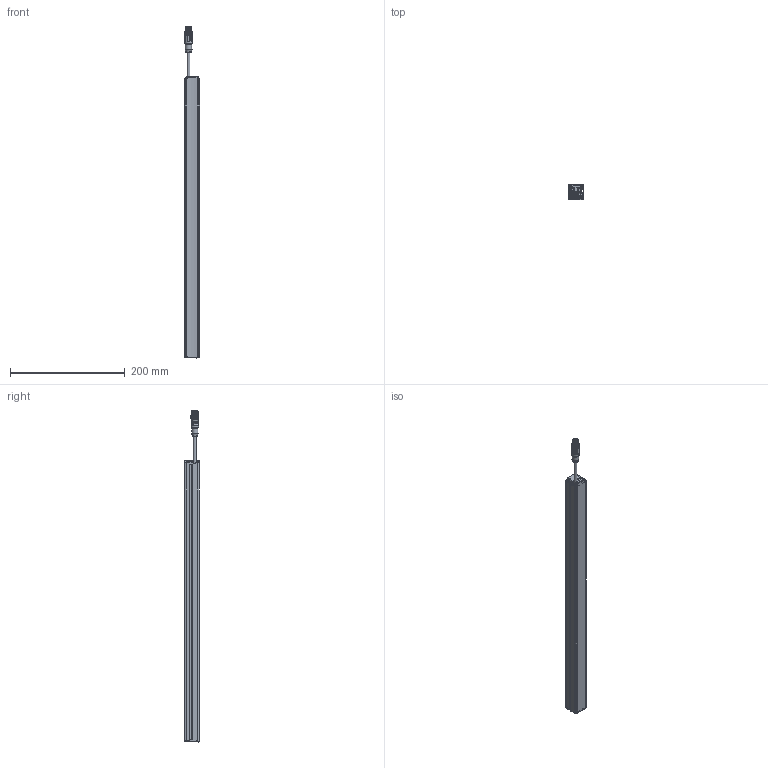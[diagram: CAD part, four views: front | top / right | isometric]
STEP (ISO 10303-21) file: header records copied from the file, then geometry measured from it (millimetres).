
FILE_DESCRIPTION (( 'STEP AP214' ), '1' );
FILE_NAME ('YBES-14K4-0490-P012_REV1.STEP', '2020-06-17T11:23:57', ( '' ), ( '' ), 'SwSTEP 2.0', 'SolidWorks 2019', '' );
FILE_SCHEMA (( 'AUTOMOTIVE_DESIGN' ));
Length unit declared in the file: inch
Products named in the file (1): YBES-14K4-0490-P012_REV1
Bounding box: 26.54 x 26 x 577.9 mm (x, y, z)
Volume: 118355 mm3; surface area: 128923.4 mm2
Topology: 2 solids, 3 shells, 1937 faces, 5181 edges, 3156 vertices
Faces by surface type: plane 729, cylinder 727, bspline 451, cone 30
Full cylindrical faces by diameter (mm): 0.6 x1, 0.88 x5, 1 x5, 1.29 x4, 1.5 x4, 2.4 x8, 2.5 x8, 2.55 x8, 3.2 x8, 3.7 x8, 4.7 x1, 4.8 x1, 5 x8, 5.9 x1, 7.9 x1, 8.4 x1, 9 x1, 9.55 x1, 10.4 x1, 10.5 x1, 13 x1, 13.5 x1
Entity records: 77346 total; most frequent: CARTESIAN_POINT 34668, ORIENTED_EDGE 9708, DIRECTION 7805, EDGE_CURVE 4854, VERTEX_POINT 3072, AXIS2_PLACEMENT_3D 2940, EDGE_LOOP 2144, FACE_OUTER_BOUND 2037
